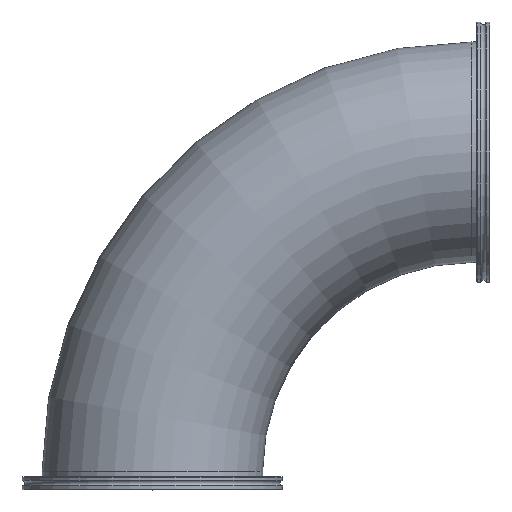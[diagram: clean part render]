
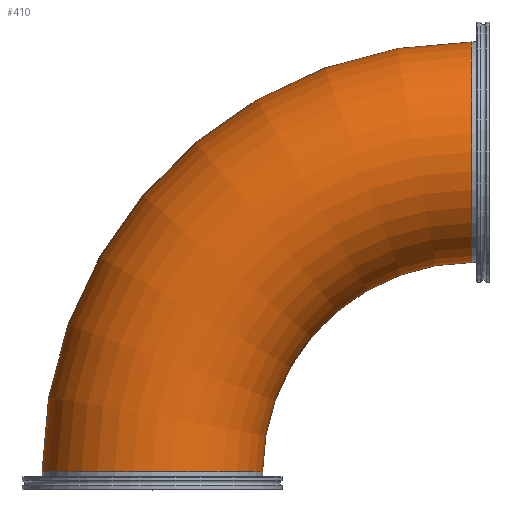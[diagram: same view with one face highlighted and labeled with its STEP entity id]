
A CAD part, top view. The second image highlights one B-rep face of the part: STEP entity #410.
In plain terms, the highlighted toroidal (fillet/blend) face has major radius 294.5 mm and minor radius 101.6 mm.
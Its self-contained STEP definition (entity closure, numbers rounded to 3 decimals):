
#50=TOROIDAL_SURFACE('',#507,294.5,101.6);
#56=FACE_OUTER_BOUND('',#80,.T.);
#80=EDGE_LOOP('',(#300,#301,#302,#303,#304,#305));
#142=CIRCLE('',#505,101.6);
#143=CIRCLE('',#506,101.6);
#144=CIRCLE('',#508,192.9);
#145=CIRCLE('',#509,101.6);
#146=CIRCLE('',#510,101.6);
#186=VERTEX_POINT('',#752);
#187=VERTEX_POINT('',#754);
#188=VERTEX_POINT('',#758);
#189=VERTEX_POINT('',#760);
#232=EDGE_CURVE('',#186,#187,#142,.T.);
#233=EDGE_CURVE('',#187,#186,#143,.T.);
#234=EDGE_CURVE('',#187,#188,#144,.T.);
#235=EDGE_CURVE('',#188,#189,#145,.T.);
#236=EDGE_CURVE('',#189,#188,#146,.T.);
#300=ORIENTED_EDGE('',*,*,#232,.F.);
#301=ORIENTED_EDGE('',*,*,#233,.F.);
#302=ORIENTED_EDGE('',*,*,#234,.T.);
#303=ORIENTED_EDGE('',*,*,#235,.T.);
#304=ORIENTED_EDGE('',*,*,#236,.T.);
#305=ORIENTED_EDGE('',*,*,#234,.F.);
#410=ADVANCED_FACE('',(#56),#50,.T.);
#505=AXIS2_PLACEMENT_3D('',#755,#597,#598);
#506=AXIS2_PLACEMENT_3D('',#756,#599,#600);
#507=AXIS2_PLACEMENT_3D('',#757,#601,#602);
#508=AXIS2_PLACEMENT_3D('',#759,#603,#604);
#509=AXIS2_PLACEMENT_3D('',#761,#605,#606);
#510=AXIS2_PLACEMENT_3D('',#762,#607,#608);
#597=DIRECTION('center_axis',(1.,0.,0.));
#598=DIRECTION('ref_axis',(0.,-1.,0.));
#599=DIRECTION('center_axis',(1.,0.,0.));
#600=DIRECTION('ref_axis',(0.,-1.,0.));
#601=DIRECTION('center_axis',(0.,0.,-1.));
#602=DIRECTION('ref_axis',(-1.,0.,0.));
#603=DIRECTION('center_axis',(0.,0.,1.));
#604=DIRECTION('ref_axis',(-1.,0.,0.));
#605=DIRECTION('center_axis',(0.,1.,0.));
#606=DIRECTION('ref_axis',(1.,0.,0.));
#607=DIRECTION('center_axis',(0.,1.,0.));
#608=DIRECTION('ref_axis',(1.,0.,0.));
#752=CARTESIAN_POINT('',(-16.5,412.6,0.));
#754=CARTESIAN_POINT('',(-16.5,209.4,0.));
#755=CARTESIAN_POINT('Origin',(-16.5,311.,0.));
#756=CARTESIAN_POINT('Origin',(-16.5,311.,0.));
#757=CARTESIAN_POINT('Origin',(-16.5,16.5,0.));
#758=CARTESIAN_POINT('',(-209.4,16.5,0.));
#759=CARTESIAN_POINT('Origin',(-16.5,16.5,0.));
#760=CARTESIAN_POINT('',(-412.6,16.5,0.));
#761=CARTESIAN_POINT('Origin',(-311.,16.5,0.));
#762=CARTESIAN_POINT('Origin',(-311.,16.5,0.));
